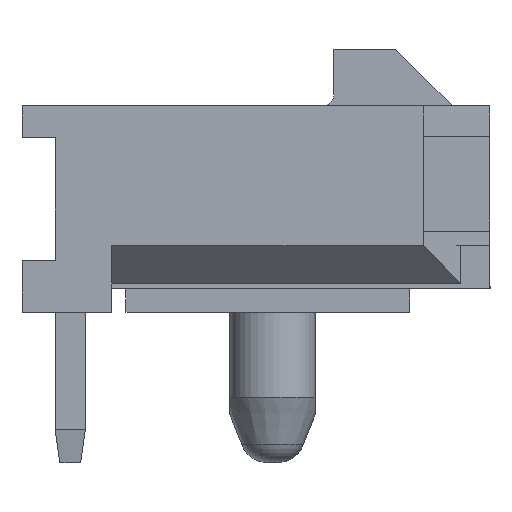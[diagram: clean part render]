
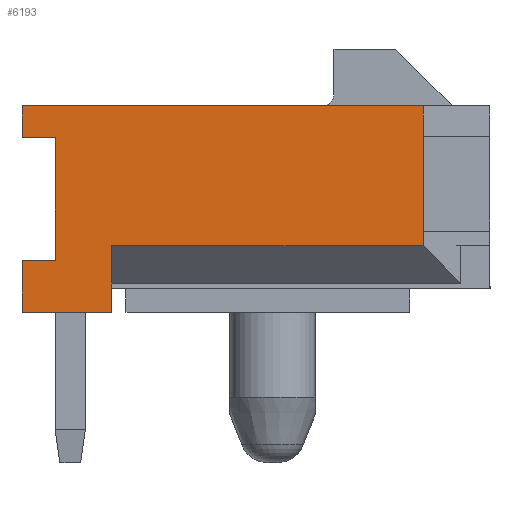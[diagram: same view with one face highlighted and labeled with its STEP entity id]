
A CAD part, left-side view. The second image highlights one B-rep face of the part: STEP entity #6193.
In plain terms, the highlighted planar face has unit normal (-1, 0, 0).
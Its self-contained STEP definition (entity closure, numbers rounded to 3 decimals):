
#845=ORIENTED_EDGE('',*,*,#2508,.T.);
#846=ORIENTED_EDGE('',*,*,#2509,.T.);
#847=ORIENTED_EDGE('',*,*,#2501,.T.);
#848=ORIENTED_EDGE('',*,*,#2510,.T.);
#849=ORIENTED_EDGE('',*,*,#2511,.F.);
#850=ORIENTED_EDGE('',*,*,#2512,.T.);
#851=ORIENTED_EDGE('',*,*,#2513,.F.);
#852=ORIENTED_EDGE('',*,*,#2514,.F.);
#853=ORIENTED_EDGE('',*,*,#2515,.F.);
#854=ORIENTED_EDGE('',*,*,#2067,.T.);
#855=ORIENTED_EDGE('',*,*,#2507,.T.);
#856=ORIENTED_EDGE('',*,*,#2516,.T.);
#2067=EDGE_CURVE('',#2946,#2945,#3525,.T.);
#2501=EDGE_CURVE('',#3281,#3282,#3959,.T.);
#2507=EDGE_CURVE('',#2945,#3286,#3965,.T.);
#2508=EDGE_CURVE('',#3287,#3288,#3966,.T.);
#2509=EDGE_CURVE('',#3288,#3281,#3967,.T.);
#2510=EDGE_CURVE('',#3282,#3289,#3968,.T.);
#2511=EDGE_CURVE('',#3290,#3289,#3969,.T.);
#2512=EDGE_CURVE('',#3290,#3291,#3970,.T.);
#2513=EDGE_CURVE('',#3292,#3291,#3971,.T.);
#2514=EDGE_CURVE('',#3293,#3292,#3972,.T.);
#2515=EDGE_CURVE('',#2946,#3293,#3973,.T.);
#2516=EDGE_CURVE('',#3286,#3287,#3974,.T.);
#2945=VERTEX_POINT('',#8869);
#2946=VERTEX_POINT('',#8871);
#3281=VERTEX_POINT('',#9716);
#3282=VERTEX_POINT('',#9717);
#3286=VERTEX_POINT('',#9727);
#3287=VERTEX_POINT('',#9731);
#3288=VERTEX_POINT('',#9732);
#3289=VERTEX_POINT('',#9735);
#3290=VERTEX_POINT('',#9737);
#3291=VERTEX_POINT('',#9739);
#3292=VERTEX_POINT('',#9741);
#3293=VERTEX_POINT('',#9743);
#3525=LINE('',#8870,#4396);
#3959=LINE('',#9715,#4830);
#3965=LINE('',#9728,#4836);
#3966=LINE('',#9730,#4837);
#3967=LINE('',#9733,#4838);
#3968=LINE('',#9734,#4839);
#3969=LINE('',#9736,#4840);
#3970=LINE('',#9738,#4841);
#3971=LINE('',#9740,#4842);
#3972=LINE('',#9742,#4843);
#3973=LINE('',#9744,#4844);
#3974=LINE('',#9745,#4845);
#4396=VECTOR('',#7164,1000.);
#4830=VECTOR('',#7750,1000.);
#4836=VECTOR('',#7758,1000.);
#4837=VECTOR('',#7761,1000.);
#4838=VECTOR('',#7762,1000.);
#4839=VECTOR('',#7763,1000.);
#4840=VECTOR('',#7764,1000.);
#4841=VECTOR('',#7765,1000.);
#4842=VECTOR('',#7766,1000.);
#4843=VECTOR('',#7767,1000.);
#4844=VECTOR('',#7768,1000.);
#4845=VECTOR('',#7769,1000.);
#5229=EDGE_LOOP('',(#845,#846,#847,#848,#849,#850,#851,#852,#853,#854,#855,
#856));
#5566=FACE_BOUND('',#5229,.T.);
#5882=PLANE('',#6685);
#6193=ADVANCED_FACE('',(#5566),#5882,.T.);
#6685=AXIS2_PLACEMENT_3D('',#9729,#7759,#7760);
#7164=DIRECTION('',(0.,1.,0.));
#7750=DIRECTION('',(0.,0.,-1.));
#7758=DIRECTION('',(0.,0.,-1.));
#7759=DIRECTION('',(-1.,0.,0.));
#7760=DIRECTION('',(0.,0.,1.));
#7761=DIRECTION('',(0.,0.,-1.));
#7762=DIRECTION('',(0.,1.,0.));
#7763=DIRECTION('',(0.,-1.,0.));
#7764=DIRECTION('',(0.,0.,-1.));
#7765=DIRECTION('',(0.,-1.,0.));
#7766=DIRECTION('',(0.,0.,-1.));
#7767=DIRECTION('',(0.,0.,-1.));
#7768=DIRECTION('',(0.,0.,-1.));
#7769=DIRECTION('',(0.,-1.,0.));
#8869=CARTESIAN_POINT('',(-13.825,4.95,2.185));
#8870=CARTESIAN_POINT('',(-13.825,-4.95,2.185));
#8871=CARTESIAN_POINT('',(-13.825,-3.536,2.185));
#9715=CARTESIAN_POINT('',(-13.825,4.95,2.185));
#9716=CARTESIAN_POINT('',(-13.825,4.95,-1.085));
#9717=CARTESIAN_POINT('',(-13.825,4.95,-2.185));
#9727=CARTESIAN_POINT('',(-13.825,4.95,1.515));
#9728=CARTESIAN_POINT('',(-13.825,4.95,2.185));
#9729=CARTESIAN_POINT('',(-13.825,0.,0.));
#9730=CARTESIAN_POINT('',(-13.825,4.25,0.));
#9731=CARTESIAN_POINT('',(-13.825,4.25,1.515));
#9732=CARTESIAN_POINT('',(-13.825,4.25,-1.085));
#9733=CARTESIAN_POINT('',(-13.825,0.,-1.085));
#9734=CARTESIAN_POINT('',(-13.825,4.95,-2.185));
#9735=CARTESIAN_POINT('',(-13.825,3.05,-2.185));
#9736=CARTESIAN_POINT('',(-13.825,3.05,-2.185));
#9737=CARTESIAN_POINT('',(-13.825,3.05,-0.771));
#9738=CARTESIAN_POINT('',(-13.825,3.05,-0.771));
#9739=CARTESIAN_POINT('',(-13.825,-3.536,-0.771));
#9740=CARTESIAN_POINT('',(-13.825,-3.536,0.));
#9741=CARTESIAN_POINT('',(-13.825,-3.536,-0.465));
#9742=CARTESIAN_POINT('',(-13.825,-3.536,1.535));
#9743=CARTESIAN_POINT('',(-13.825,-3.536,1.535));
#9744=CARTESIAN_POINT('',(-13.825,-3.536,0.));
#9745=CARTESIAN_POINT('',(-13.825,0.,1.515));
